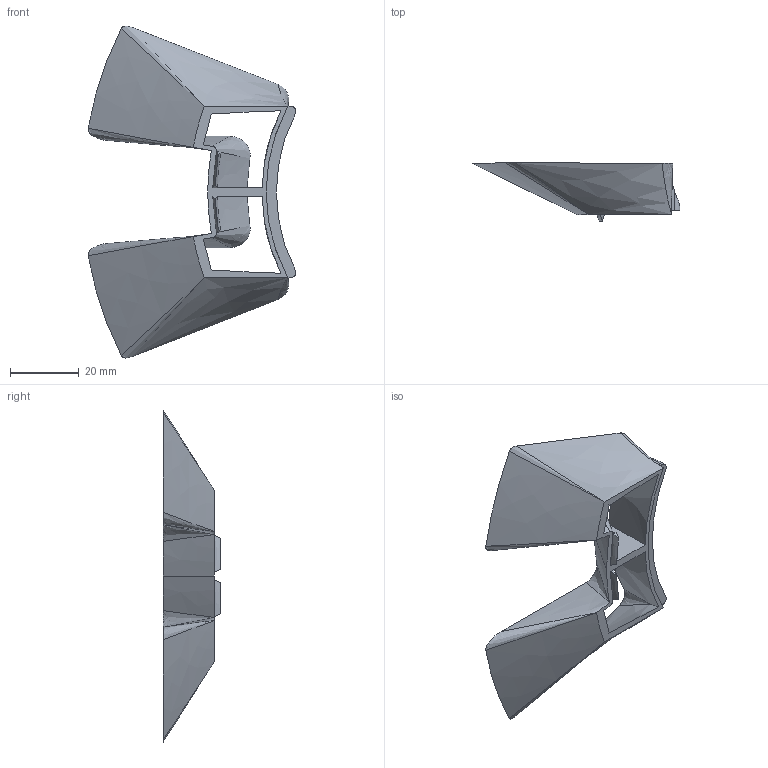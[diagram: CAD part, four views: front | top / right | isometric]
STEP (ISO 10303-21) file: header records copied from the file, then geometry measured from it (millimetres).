
FILE_DESCRIPTION(/* description */ (''),/* implementation_level */ '2;1');
FILE_NAME(/* name */ '',/* time_stamp */ '2024-09-26T10:03:32+03:00',/* author */ (''),/* organization */ (''),/* preprocessor_version */ 'ST-DEVELOPER v20',/* originating_system */ 'Autodesk Translation Framework v13.20.0.188',/* authorisation */ '');
FILE_SCHEMA (('AUTOMOTIVE_DESIGN { 1 0 10303 214 3 1 1 }'));
Length unit declared in the file: millimetre
Products named in the file (1): FusionComponent
Bounding box: 60.71 x 16.86 x 96.92 mm (x, y, z)
Volume: 6910.4 mm3; surface area: 11203.8 mm2
Topology: 1 solids, 1 shells, 70 faces, 197 edges, 113 vertices
Faces by surface type: bspline 46, plane 15, cylinder 5, cone 4
Entity records: 3894 total; most frequent: CARTESIAN_POINT 2523, ORIENTED_EDGE 366, EDGE_CURVE 183, DIRECTION 129, B_SPLINE_CURVE_WITH_KNOTS 120, VERTEX_POINT 113, EDGE_LOOP 74, FACE_OUTER_BOUND 70
